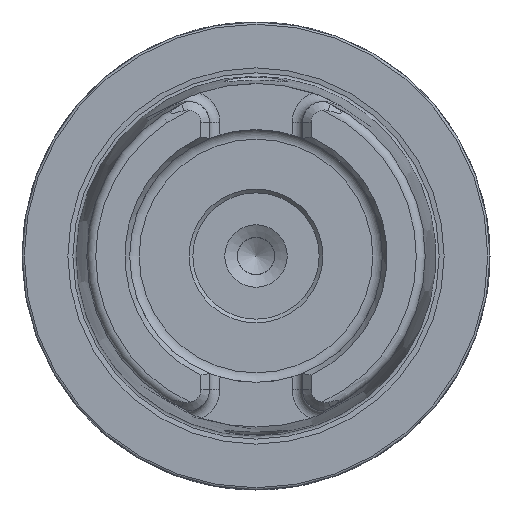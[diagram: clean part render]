
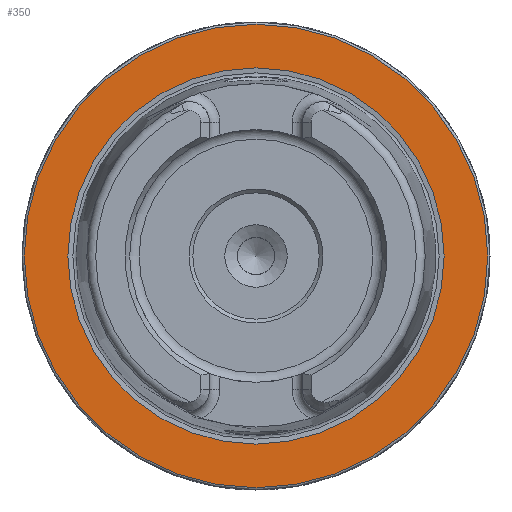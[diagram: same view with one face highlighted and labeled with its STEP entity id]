
A CAD part, left-side view. The second image highlights one B-rep face of the part: STEP entity #350.
In plain terms, the highlighted planar face has unit normal (-1, 0, 0).
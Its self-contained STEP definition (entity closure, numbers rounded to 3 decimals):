
#350 = ADVANCED_FACE ( 'NONE', ( #10538, #10807 ), #10361, .F. ) ;
#513 = CARTESIAN_POINT ( 'NONE',  ( 0., 0., 25.324 ) ) ;
#679 = CIRCLE ( 'NONE', #8742, 25.324 ) ;
#2204 = CARTESIAN_POINT ( 'NONE',  ( 0., 0., 0. ) ) ;
#4166 = ORIENTED_EDGE ( 'NONE', *, *, #7878, .T. ) ;
#4676 = EDGE_CURVE ( 'NONE', #7968, #7968, #679, .T. ) ;
#4915 = CARTESIAN_POINT ( 'NONE',  ( 0., 31.2, 0. ) ) ;
#5225 = CARTESIAN_POINT ( 'NONE',  ( 0., 0., 31.2 ) ) ;
#5325 = CIRCLE ( 'NONE', #7405, 31.2 ) ;
#5688 = DIRECTION ( 'NONE',  ( -1., 0., 0. ) ) ;
#5746 = DIRECTION ( 'NONE',  ( 0., 0., 1. ) ) ;
#5850 = DIRECTION ( 'NONE',  ( 1., 0., 0. ) ) ;
#6325 = ORIENTED_EDGE ( 'NONE', *, *, #4676, .F. ) ;
#6522 = EDGE_LOOP ( 'NONE', ( #6325 ) ) ;
#6652 = DIRECTION ( 'NONE',  ( 0., 0., -1. ) ) ;
#6730 = DIRECTION ( 'NONE',  ( 0., 0., 1. ) ) ;
#7405 = AXIS2_PLACEMENT_3D ( 'NONE', #11129, #10227, #5746 ) ;
#7878 = EDGE_CURVE ( 'NONE', #10621, #10621, #5325, .T. ) ;
#7968 = VERTEX_POINT ( 'NONE', #513 ) ;
#8323 = AXIS2_PLACEMENT_3D ( 'NONE', #4915, #5850, #6652 ) ;
#8742 = AXIS2_PLACEMENT_3D ( 'NONE', #2204, #5688, #6730 ) ;
#10227 = DIRECTION ( 'NONE',  ( -1., 0., 0. ) ) ;
#10361 = PLANE ( 'NONE',  #8323 ) ;
#10538 = FACE_BOUND ( 'NONE', #6522, .T. ) ;
#10621 = VERTEX_POINT ( 'NONE', #5225 ) ;
#10807 = FACE_OUTER_BOUND ( 'NONE', #11413, .T. ) ;
#11129 = CARTESIAN_POINT ( 'NONE',  ( 0., 0., 0. ) ) ;
#11413 = EDGE_LOOP ( 'NONE', ( #4166 ) ) ;
